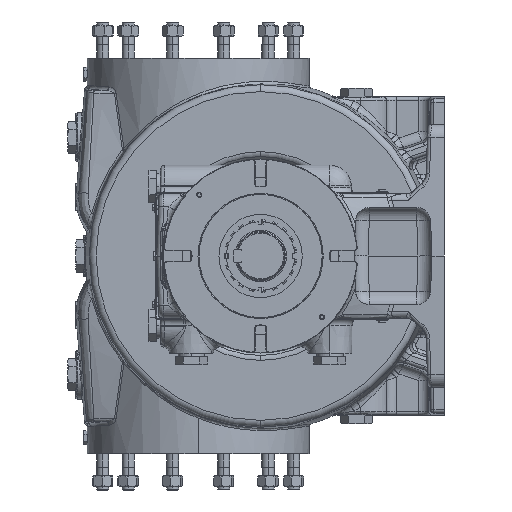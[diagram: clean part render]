
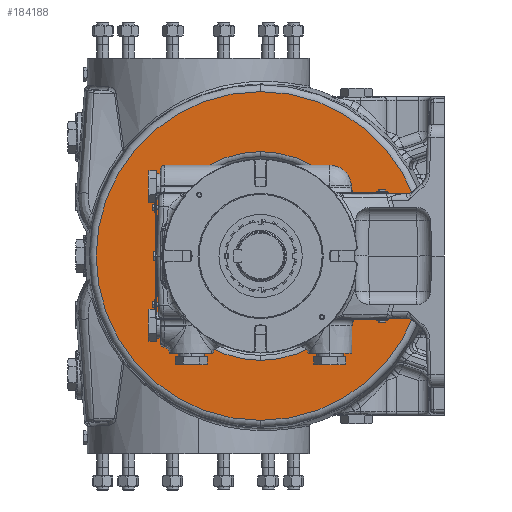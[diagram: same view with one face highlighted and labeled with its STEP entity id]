
A CAD part, left-side view. The second image highlights one B-rep face of the part: STEP entity #184188.
In plain terms, the highlighted planar face has unit normal (-1, 0, 0).
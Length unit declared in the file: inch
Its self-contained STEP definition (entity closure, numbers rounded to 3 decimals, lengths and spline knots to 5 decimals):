
#1822 = LINE ( 'NONE', #93720, #148257 ) ;
#2012 = CARTESIAN_POINT ( 'NONE',  ( -16.79977, -9.9125, 2.24741 ) ) ;
#2911 = ORIENTED_EDGE ( 'NONE', *, *, #157759, .T. ) ;
#3485 = CARTESIAN_POINT ( 'NONE',  ( -16.79977, -10.7875, 2.24741 ) ) ;
#8319 = AXIS2_PLACEMENT_3D ( 'NONE', #34211, #167817, #53414 ) ;
#8560 = ORIENTED_EDGE ( 'NONE', *, *, #172622, .T. ) ;
#9940 = CARTESIAN_POINT ( 'NONE',  ( -16.79977, -8.7925, 0.25259 ) ) ;
#13192 = DIRECTION ( 'NONE',  ( 0., -0.866, -0.5 ) ) ;
#13693 = LINE ( 'NONE', #109830, #64535 ) ;
#15374 = CARTESIAN_POINT ( 'NONE',  ( -16.79977, 0., -7.52558 ) ) ;
#15989 = DIRECTION ( 'NONE',  ( 0., -1., 0. ) ) ;
#21711 = VECTOR ( 'NONE', #50777, 39.37008 ) ;
#24185 = VERTEX_POINT ( 'NONE', #3485 ) ;
#25258 = VERTEX_POINT ( 'NONE', #109654 ) ;
#25340 = VERTEX_POINT ( 'NONE', #188000 ) ;
#30735 = VERTEX_POINT ( 'NONE', #61237 ) ;
#32741 = AXIS2_PLACEMENT_3D ( 'NONE', #130472, #71987, #15989 ) ;
#33873 = ORIENTED_EDGE ( 'NONE', *, *, #60375, .T. ) ;
#34211 = CARTESIAN_POINT ( 'NONE',  ( -16.79977, 0., 0. ) ) ;
#35346 = EDGE_CURVE ( 'NONE', #140474, #124664, #243263, .T. ) ;
#37656 = ORIENTED_EDGE ( 'NONE', *, *, #121573, .F. ) ;
#41322 = VERTEX_POINT ( 'NONE', #189826 ) ;
#43507 = CARTESIAN_POINT ( 'NONE',  ( -16.79977, -8.7925, 0.25259 ) ) ;
#50131 = FACE_BOUND ( 'NONE', #100071, .T. ) ;
#50498 = DIRECTION ( 'NONE',  ( 0., 0.866, 0.5 ) ) ;
#50777 = DIRECTION ( 'NONE',  ( 0., -0.866, -0.5 ) ) ;
#51367 = LINE ( 'NONE', #165098, #96341 ) ;
#53339 = ORIENTED_EDGE ( 'NONE', *, *, #35346, .T. ) ;
#53414 = DIRECTION ( 'NONE',  ( 0., 0., 1. ) ) ;
#58360 = ORIENTED_EDGE ( 'NONE', *, *, #72785, .T. ) ;
#60375 = EDGE_CURVE ( 'NONE', #25258, #30735, #177553, .T. ) ;
#61228 = LINE ( 'NONE', #2012, #67261 ) ;
#61237 = CARTESIAN_POINT ( 'NONE',  ( -16.79977, -8.7925, -0.25259 ) ) ;
#64535 = VECTOR ( 'NONE', #129010, 39.37008 ) ;
#67261 = VECTOR ( 'NONE', #246683, 39.37008 ) ;
#68786 = EDGE_CURVE ( 'NONE', #189164, #245021, #81257, .T. ) ;
#70700 = CARTESIAN_POINT ( 'NONE',  ( -16.79977, 0., -11.85758 ) ) ;
#71476 = CARTESIAN_POINT ( 'NONE',  ( -16.79977, 0., 0. ) ) ;
#71987 = DIRECTION ( 'NONE',  ( 1., 0., 0. ) ) ;
#72100 = CARTESIAN_POINT ( 'NONE',  ( -16.79977, 0., 0. ) ) ;
#72785 = EDGE_CURVE ( 'NONE', #30735, #140474, #1822, .T. ) ;
#74060 = ORIENTED_EDGE ( 'NONE', *, *, #234026, .T. ) ;
#74864 = VERTEX_POINT ( 'NONE', #135578 ) ;
#79032 = VECTOR ( 'NONE', #188851, 39.37008 ) ;
#79719 = CARTESIAN_POINT ( 'NONE',  ( -16.79977, -9.6675, -0.25259 ) ) ;
#81257 = CIRCLE ( 'NONE', #125591, 11.85758 ) ;
#82812 = CARTESIAN_POINT ( 'NONE',  ( -16.79977, -10.7875, 2.24741 ) ) ;
#87045 = AXIS2_PLACEMENT_3D ( 'NONE', #72100, #205596, #91374 ) ;
#90783 = DIRECTION ( 'NONE',  ( 0., 0., 1. ) ) ;
#91374 = DIRECTION ( 'NONE',  ( 0., 0., -1. ) ) ;
#93292 = VECTOR ( 'NONE', #112594, 39.37008 ) ;
#93426 = CARTESIAN_POINT ( 'NONE',  ( -16.79977, -9.6675, 0.25259 ) ) ;
#93720 = CARTESIAN_POINT ( 'NONE',  ( -16.79977, -8.7925, -0.25259 ) ) ;
#94785 = VECTOR ( 'NONE', #13192, 39.37008 ) ;
#96341 = VECTOR ( 'NONE', #184253, 39.37008 ) ;
#97882 = CARTESIAN_POINT ( 'NONE',  ( -16.79977, 0., 0. ) ) ;
#100071 = EDGE_LOOP ( 'NONE', ( #122635, #143514 ) ) ;
#100906 = VERTEX_POINT ( 'NONE', #233123 ) ;
#101112 = FACE_OUTER_BOUND ( 'NONE', #123154, .T. ) ;
#101209 = ORIENTED_EDGE ( 'NONE', *, *, #68786, .F. ) ;
#102125 = DIRECTION ( 'NONE',  ( 0., 0.866, -0.5 ) ) ;
#103452 = ORIENTED_EDGE ( 'NONE', *, *, #157330, .T. ) ;
#109654 = CARTESIAN_POINT ( 'NONE',  ( -16.79977, -9.23, -0.50518 ) ) ;
#109830 = CARTESIAN_POINT ( 'NONE',  ( -16.79977, -9.9125, 2.75259 ) ) ;
#111301 = PLANE ( 'NONE',  #32741 ) ;
#111642 = DIRECTION ( 'NONE',  ( 0., 0.866, 0.5 ) ) ;
#112594 = DIRECTION ( 'NONE',  ( 0., 0., -1. ) ) ;
#113999 = LINE ( 'NONE', #184108, #164732 ) ;
#114800 = ORIENTED_EDGE ( 'NONE', *, *, #185834, .T. ) ;
#116642 = EDGE_CURVE ( 'NONE', #100906, #74864, #113999, .T. ) ;
#117048 = DIRECTION ( 'NONE',  ( 0., 0., -1. ) ) ;
#121573 = EDGE_CURVE ( 'NONE', #245021, #189164, #178596, .T. ) ;
#122635 = ORIENTED_EDGE ( 'NONE', *, *, #211745, .F. ) ;
#123154 = EDGE_LOOP ( 'NONE', ( #37656, #101209 ) ) ;
#123395 = LINE ( 'NONE', #184401, #21711 ) ;
#124664 = VERTEX_POINT ( 'NONE', #148524 ) ;
#125591 = AXIS2_PLACEMENT_3D ( 'NONE', #97882, #231319, #117048 ) ;
#127150 = CIRCLE ( 'NONE', #8319, 7.52558 ) ;
#127644 = CARTESIAN_POINT ( 'NONE',  ( -16.79977, -10.35, 3.00518 ) ) ;
#129010 = DIRECTION ( 'NONE',  ( 0., -0.866, 0.5 ) ) ;
#130472 = CARTESIAN_POINT ( 'NONE',  ( -16.79977, 12.45046, 12.45046 ) ) ;
#132967 = CARTESIAN_POINT ( 'NONE',  ( -16.79977, -10.7875, 2.75259 ) ) ;
#133533 = VERTEX_POINT ( 'NONE', #79719 ) ;
#135578 = CARTESIAN_POINT ( 'NONE',  ( -16.79977, -9.9125, 2.24741 ) ) ;
#136998 = VECTOR ( 'NONE', #102125, 39.37008 ) ;
#139883 = EDGE_CURVE ( 'NONE', #74864, #25340, #61228, .T. ) ;
#140474 = VERTEX_POINT ( 'NONE', #9940 ) ;
#140551 = EDGE_CURVE ( 'NONE', #124664, #41322, #123395, .T. ) ;
#141813 = VECTOR ( 'NONE', #177077, 39.37008 ) ;
#141855 = LINE ( 'NONE', #132967, #79032 ) ;
#143514 = ORIENTED_EDGE ( 'NONE', *, *, #161386, .F. ) ;
#148257 = VECTOR ( 'NONE', #246386, 39.37008 ) ;
#148524 = CARTESIAN_POINT ( 'NONE',  ( -16.79977, -9.23, 0.50518 ) ) ;
#151516 = LINE ( 'NONE', #127644, #94785 ) ;
#151797 = FACE_BOUND ( 'NONE', #243567, .T. ) ;
#154730 = EDGE_CURVE ( 'NONE', #41322, #133533, #245530, .T. ) ;
#157325 = EDGE_LOOP ( 'NONE', ( #58360, #53339, #212025, #199120, #74060, #33873 ) ) ;
#157330 = EDGE_CURVE ( 'NONE', #171989, #195133, #151516, .T. ) ;
#157759 = EDGE_CURVE ( 'NONE', #25340, #171989, #13693, .T. ) ;
#160623 = ORIENTED_EDGE ( 'NONE', *, *, #139883, .T. ) ;
#161386 = EDGE_CURVE ( 'NONE', #183532, #203122, #185729, .T. ) ;
#164732 = VECTOR ( 'NONE', #50498, 39.37008 ) ;
#165098 = CARTESIAN_POINT ( 'NONE',  ( -16.79977, -9.6675, -0.25259 ) ) ;
#167817 = DIRECTION ( 'NONE',  ( -1., 0., 0. ) ) ;
#168346 = CARTESIAN_POINT ( 'NONE',  ( -16.79977, -9.23, -0.50518 ) ) ;
#171989 = VERTEX_POINT ( 'NONE', #197437 ) ;
#172622 = EDGE_CURVE ( 'NONE', #24185, #100906, #244445, .T. ) ;
#177077 = DIRECTION ( 'NONE',  ( 0., -0.866, 0.5 ) ) ;
#177553 = LINE ( 'NONE', #168346, #222274 ) ;
#178596 = CIRCLE ( 'NONE', #87045, 11.85758 ) ;
#183532 = VERTEX_POINT ( 'NONE', #15374 ) ;
#184108 = CARTESIAN_POINT ( 'NONE',  ( -16.79977, -10.35, 1.99482 ) ) ;
#184188 = ADVANCED_FACE ( 'NONE', ( #202463, #50131, #101112, #151797 ), #111301, .F. ) ;
#184253 = DIRECTION ( 'NONE',  ( 0., 0.866, -0.5 ) ) ;
#184401 = CARTESIAN_POINT ( 'NONE',  ( -16.79977, -9.23, 0.50518 ) ) ;
#185729 = CIRCLE ( 'NONE', #208667, 7.52558 ) ;
#185834 = EDGE_CURVE ( 'NONE', #195133, #24185, #141855, .T. ) ;
#188000 = CARTESIAN_POINT ( 'NONE',  ( -16.79977, -9.9125, 2.75259 ) ) ;
#188851 = DIRECTION ( 'NONE',  ( 0., 0., -1. ) ) ;
#189164 = VERTEX_POINT ( 'NONE', #233817 ) ;
#189826 = CARTESIAN_POINT ( 'NONE',  ( -16.79977, -9.6675, 0.25259 ) ) ;
#195133 = VERTEX_POINT ( 'NONE', #200898 ) ;
#197437 = CARTESIAN_POINT ( 'NONE',  ( -16.79977, -10.35, 3.00518 ) ) ;
#199120 = ORIENTED_EDGE ( 'NONE', *, *, #154730, .T. ) ;
#200898 = CARTESIAN_POINT ( 'NONE',  ( -16.79977, -10.7875, 2.75259 ) ) ;
#202463 = FACE_BOUND ( 'NONE', #157325, .T. ) ;
#203122 = VERTEX_POINT ( 'NONE', #205305 ) ;
#204958 = DIRECTION ( 'NONE',  ( -1., 0., 0. ) ) ;
#205305 = CARTESIAN_POINT ( 'NONE',  ( -16.79977, 0., 7.52558 ) ) ;
#205596 = DIRECTION ( 'NONE',  ( 1., 0., 0. ) ) ;
#208667 = AXIS2_PLACEMENT_3D ( 'NONE', #71476, #204958, #90783 ) ;
#211745 = EDGE_CURVE ( 'NONE', #203122, #183532, #127150, .T. ) ;
#212025 = ORIENTED_EDGE ( 'NONE', *, *, #140551, .T. ) ;
#217590 = ORIENTED_EDGE ( 'NONE', *, *, #116642, .T. ) ;
#222274 = VECTOR ( 'NONE', #111642, 39.37008 ) ;
#231319 = DIRECTION ( 'NONE',  ( 1., 0., 0. ) ) ;
#233123 = CARTESIAN_POINT ( 'NONE',  ( -16.79977, -10.35, 1.99482 ) ) ;
#233817 = CARTESIAN_POINT ( 'NONE',  ( -16.79977, 0., 11.85758 ) ) ;
#234026 = EDGE_CURVE ( 'NONE', #133533, #25258, #51367, .T. ) ;
#243263 = LINE ( 'NONE', #43507, #141813 ) ;
#243567 = EDGE_LOOP ( 'NONE', ( #160623, #2911, #103452, #114800, #8560, #217590 ) ) ;
#244445 = LINE ( 'NONE', #82812, #136998 ) ;
#245021 = VERTEX_POINT ( 'NONE', #70700 ) ;
#245530 = LINE ( 'NONE', #93426, #93292 ) ;
#246386 = DIRECTION ( 'NONE',  ( 0., 0., 1. ) ) ;
#246683 = DIRECTION ( 'NONE',  ( 0., 0., 1. ) ) ;
